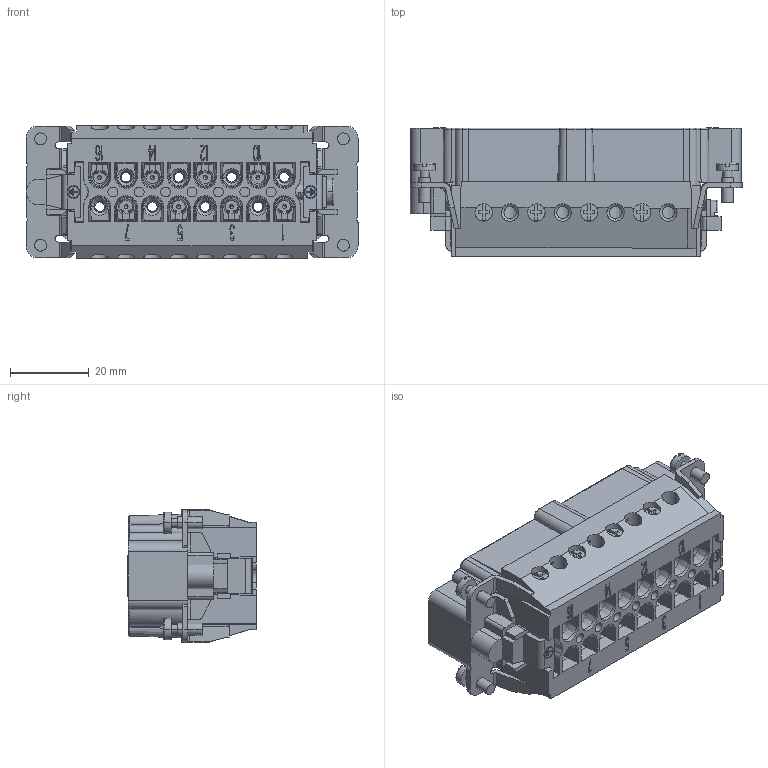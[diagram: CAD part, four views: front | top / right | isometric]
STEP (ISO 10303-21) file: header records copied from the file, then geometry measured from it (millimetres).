
FILE_DESCRIPTION((''),'2;1');
FILE_NAME('HVE-006-M','2017-07-31T',('tl.yang'),(''),'PRO/ENGINEER BY PARAMETRIC TECHNOLOGY CORPORATION, 2011500','PRO/ENGINEER BY PARAMETRIC TECHNOLOGY CORPORATION, 2011500','');
FILE_SCHEMA(('CONFIG_CONTROL_DESIGN'));
Products named in the file (1): HVE-006-M
Bounding box: 84.3 x 32.59 x 33.7 mm (x, y, z)
Volume: 37635 mm3; surface area: 29924.6 mm2
Topology: 1 solids, 11 shells, 2725 faces, 7598 edges, 4931 vertices
Faces by surface type: plane 1538, cylinder 598, bspline 256, cone 193, torus 68, extrusion 48, sphere 16, revolution 8
Entity records: 98608 total; most frequent: CARTESIAN_POINT 30429, ORIENTED_EDGE 15116, DIRECTION 12856, EDGE_CURVE 7558, VERTEX_POINT 4931, VECTOR 4828, LINE 4780, AXIS2_PLACEMENT_3D 4010
